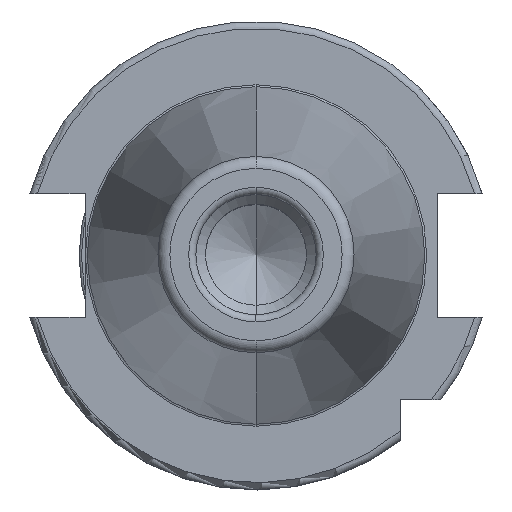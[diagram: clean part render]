
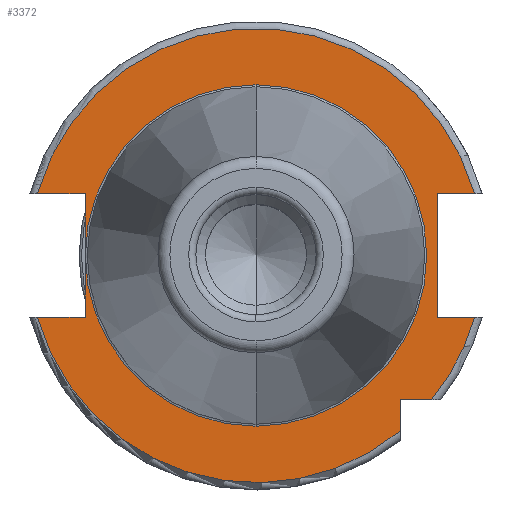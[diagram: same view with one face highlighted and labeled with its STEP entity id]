
A CAD part, top view. The second image highlights one B-rep face of the part: STEP entity #3372.
In plain terms, the highlighted planar face has unit normal (0, 0, 1).
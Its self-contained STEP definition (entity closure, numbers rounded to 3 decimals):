
#958=DIRECTION('',(1,0,0));
#959=VECTOR('',#958,9.969);
#960=CARTESIAN_POINT('',(-45.469,-12.85,15.9));
#961=LINE('',#960,#959);
#962=DIRECTION('',(0.,1,0));
#963=VECTOR('',#962,12.85);
#964=CARTESIAN_POINT('',(-35.5,-12.85,15.9));
#965=LINE('',#964,#963);
#966=DIRECTION('',(0.,1,0));
#967=VECTOR('',#966,12.85);
#968=CARTESIAN_POINT('',(-35.5,0,15.9));
#969=LINE('',#968,#967);
#970=DIRECTION('',(1,0,0));
#971=VECTOR('',#970,9.969);
#972=CARTESIAN_POINT('',(-45.469,12.85,15.9));
#973=LINE('',#972,#971);
#974=DIRECTION('',(-1,0,0));
#975=VECTOR('',#974,7.769);
#976=CARTESIAN_POINT('',(45.469,12.85,15.9));
#977=LINE('',#976,#975);
#978=DIRECTION('',(0,-1,0));
#979=VECTOR('',#978,25.7);
#980=CARTESIAN_POINT('',(37.7,12.85,15.9));
#981=LINE('',#980,#979);
#982=DIRECTION('',(-1,0,0));
#983=VECTOR('',#982,7.769);
#984=CARTESIAN_POINT('',(45.469,-12.85,15.9));
#985=LINE('',#984,#983);
#986=CARTESIAN_POINT('',(0,0,15.9));
#987=DIRECTION('',(0,0,1));
#988=DIRECTION('',(0.773,-0.635,0));
#989=AXIS2_PLACEMENT_3D('',#986,#987,#988);
#991=DIRECTION('',(-1,0,0));
#992=VECTOR('',#991,6.504);
#993=CARTESIAN_POINT('',(36.504,-30,15.9));
#994=LINE('',#993,#992);
#995=DIRECTION('',(0,1,0));
#996=VECTOR('',#995,6.504);
#997=CARTESIAN_POINT('',(30,-36.504,15.9));
#998=LINE('',#997,#996);
#999=CARTESIAN_POINT('',(0,0,15.9));
#1000=DIRECTION('',(0,0,1));
#1001=DIRECTION('',(0,1,0));
#1002=AXIS2_PLACEMENT_3D('',#999,#1000,#1001);
#1014=CARTESIAN_POINT('',(0,0,15.9));
#1015=DIRECTION('',(0,0,1));
#1016=DIRECTION('',(-1,0,0));
#1017=AXIS2_PLACEMENT_3D('',#1014,#1015,#1016);
#1019=CARTESIAN_POINT('',(0,0,15.9));
#1020=DIRECTION('',(0,0,-1));
#1021=DIRECTION('',(0,1,0));
#1022=AXIS2_PLACEMENT_3D('',#1019,#1020,#1021);
#1322=CARTESIAN_POINT('',(0,0,15.9));
#1323=DIRECTION('',(0,0,1));
#1324=DIRECTION('',(0.962,0.272,0));
#1325=AXIS2_PLACEMENT_3D('',#1322,#1323,#1324);
#1373=CARTESIAN_POINT('',(0,0,15.9));
#1374=DIRECTION('',(0,0,1));
#1375=DIRECTION('',(-0.962,-0.272,0));
#1376=AXIS2_PLACEMENT_3D('',#1373,#1374,#1375);
#1839=CARTESIAN_POINT('',(0,35.5,15.9));
#1841=VERTEX_POINT('',#1839);
#1863=CARTESIAN_POINT('',(0,-35.5,15.9));
#1865=VERTEX_POINT('',#1863);
#2011=CARTESIAN_POINT('',(-45.469,-12.85,15.9));
#2012=CARTESIAN_POINT('',(-35.5,-12.85,15.9));
#2013=VERTEX_POINT('',#2011);
#2014=VERTEX_POINT('',#2012);
#2015=CARTESIAN_POINT('',(-35.5,0,15.9));
#2016=VERTEX_POINT('',#2015);
#2017=CARTESIAN_POINT('',(-35.5,12.85,15.9));
#2018=VERTEX_POINT('',#2017);
#2019=CARTESIAN_POINT('',(-45.469,12.85,15.9));
#2020=VERTEX_POINT('',#2019);
#2021=CARTESIAN_POINT('',(37.7,12.85,15.9));
#2022=CARTESIAN_POINT('',(37.7,-12.85,15.9));
#2023=VERTEX_POINT('',#2021);
#2024=VERTEX_POINT('',#2022);
#2025=CARTESIAN_POINT('',(45.469,-12.85,15.9));
#2026=VERTEX_POINT('',#2025);
#2027=CARTESIAN_POINT('',(45.469,12.85,15.9));
#2028=VERTEX_POINT('',#2027);
#2029=CARTESIAN_POINT('',(30,-36.504,15.9));
#2030=CARTESIAN_POINT('',(30,-30,15.9));
#2031=VERTEX_POINT('',#2029);
#2032=VERTEX_POINT('',#2030);
#2033=CARTESIAN_POINT('',(36.504,-30,15.9));
#2034=VERTEX_POINT('',#2033);
#3342=CARTESIAN_POINT('',(0,0,15.9));
#3343=DIRECTION('',(0,0,-1));
#3344=DIRECTION('',(0,-1,0));
#3345=AXIS2_PLACEMENT_3D('',#3342,#3343,#3344);
#3346=PLANE('',#3345);
#3347=ORIENTED_EDGE('',*,*,#3319,.T.);
#3348=ORIENTED_EDGE('',*,*,#3003,.T.);
#3350=ORIENTED_EDGE('',*,*,#3349,.T.);
#3352=ORIENTED_EDGE('',*,*,#3351,.F.);
#3354=ORIENTED_EDGE('',*,*,#3353,.T.);
#3355=ORIENTED_EDGE('',*,*,#3001,.T.);
#3356=ORIENTED_EDGE('',*,*,#3038,.F.);
#3358=ORIENTED_EDGE('',*,*,#3357,.F.);
#3360=ORIENTED_EDGE('',*,*,#3359,.T.);
#3362=ORIENTED_EDGE('',*,*,#3361,.T.);
#3363=ORIENTED_EDGE('',*,*,#3115,.F.);
#3365=ORIENTED_EDGE('',*,*,#3364,.F.);
#3366=ORIENTED_EDGE('',*,*,#3173,.T.);
#3367=ORIENTED_EDGE('',*,*,#3224,.F.);
#3369=ORIENTED_EDGE('',*,*,#3368,.F.);
#3370=EDGE_LOOP('',(#3347,#3348,#3350,#3352,#3354,#3355,#3356,#3358,#3360,#3362,
#3363,#3365,#3366,#3367,#3369));
#3371=FACE_OUTER_BOUND('',#3370,.F.);
#3372=ADVANCED_FACE('',(#3371),#3346,.F.);
#990=CIRCLE('',#989,47.25);
#1003=CIRCLE('',#1002,35.5);
#1018=CIRCLE('',#1017,35.5);
#1023=CIRCLE('',#1022,35.5);
#1326=CIRCLE('',#1325,47.25);
#1377=CIRCLE('',#1376,47.25);
#3001=EDGE_CURVE('',#2016,#2018,#969,.T.);
#3003=EDGE_CURVE('',#2014,#2016,#965,.T.);
#3038=EDGE_CURVE('',#2020,#2018,#973,.T.);
#3115=EDGE_CURVE('',#2026,#2024,#985,.T.);
#3173=EDGE_CURVE('',#2034,#2032,#994,.T.);
#3224=EDGE_CURVE('',#2031,#2032,#998,.T.);
#3319=EDGE_CURVE('',#2013,#2014,#961,.T.);
#3349=EDGE_CURVE('',#2016,#1865,#1018,.T.);
#3351=EDGE_CURVE('',#1841,#1865,#1023,.T.);
#3353=EDGE_CURVE('',#1841,#2016,#1003,.T.);
#3357=EDGE_CURVE('',#2028,#2020,#1326,.T.);
#3359=EDGE_CURVE('',#2028,#2023,#977,.T.);
#3361=EDGE_CURVE('',#2023,#2024,#981,.T.);
#3364=EDGE_CURVE('',#2034,#2026,#990,.T.);
#3368=EDGE_CURVE('',#2013,#2031,#1377,.T.);
